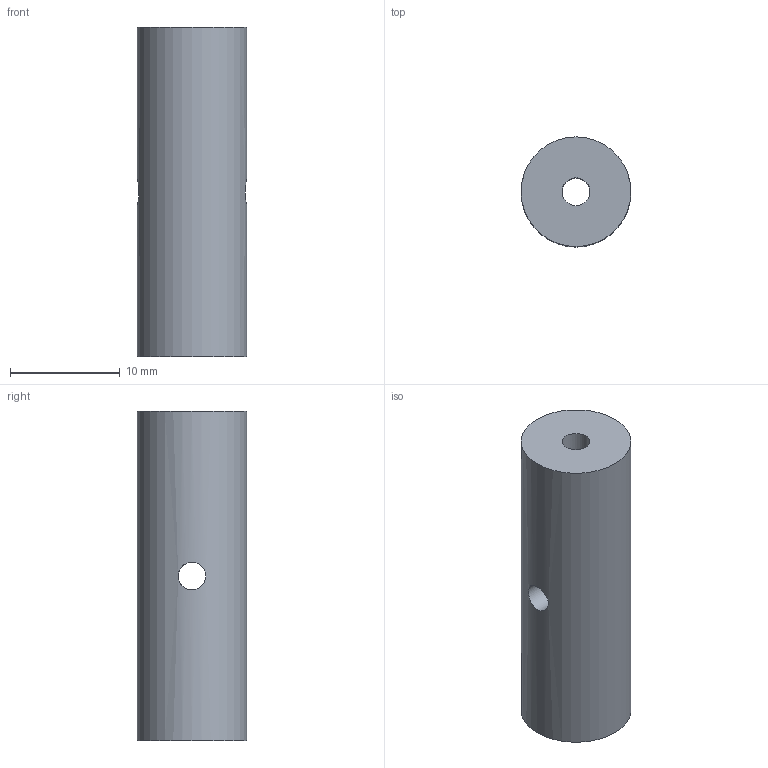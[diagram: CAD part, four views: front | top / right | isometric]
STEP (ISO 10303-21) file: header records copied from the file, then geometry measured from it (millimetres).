
FILE_DESCRIPTION(/* description */ (''),/* implementation_level */ '2;1');
FILE_NAME(/* name */ 'Pillar.step',/* time_stamp */ '2020-09-08T17:40:50+10:00',/* author */ (''),/* organization */ (''),/* preprocessor_version */ 'ST-DEVELOPER v18.1',/* originating_system */ 'Autodesk Translation Framework v9.3.0.1241',/* authorisation */ '');
FILE_SCHEMA (('AUTOMOTIVE_DESIGN { 1 0 10303 214 3 1 1 }'));
Length unit declared in the file: millimetre
Products named in the file (1): Pillar
Bounding box: 10 x 10 x 30 mm (x, y, z)
Volume: 2166.3 mm3; surface area: 1370.4 mm2
Topology: 1 solids, 1 shells, 7 faces, 21 edges, 13 vertices
Faces by surface type: cylinder 5, plane 2
Full cylindrical faces by diameter (mm): 2.53 x4, 10 x1
Entity records: 346 total; most frequent: CARTESIAN_POINT 112, ORIENTED_EDGE 42, DIRECTION 42, EDGE_CURVE 21, AXIS2_PLACEMENT_3D 18, VERTEX_POINT 13, EDGE_LOOP 10, FACE_OUTER_BOUND 7
